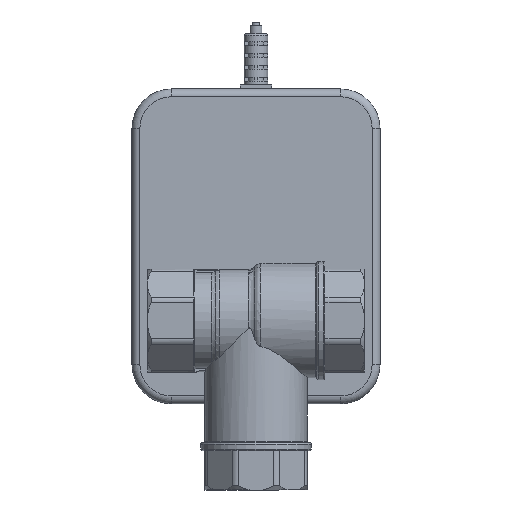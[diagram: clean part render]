
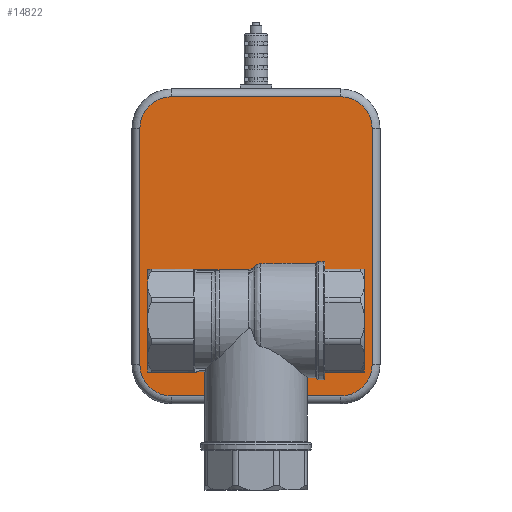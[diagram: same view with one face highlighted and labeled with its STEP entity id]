
A CAD part, front view. The second image highlights one B-rep face of the part: STEP entity #14822.
In plain terms, the highlighted planar face has unit normal (0, -1, 0).
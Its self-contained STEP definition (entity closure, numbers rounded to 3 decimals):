
#378=FACE_BOUND('',#4161,.T.);
#733=PLANE('',#15944);
#1536=LINE('',#23748,#2541);
#1537=LINE('',#23756,#2542);
#1538=LINE('',#23765,#2543);
#1540=LINE('',#23774,#2545);
#2541=VECTOR('',#18557,10.);
#2542=VECTOR('',#18568,10.);
#2543=VECTOR('',#18581,10.);
#2545=VECTOR('',#18593,10.);
#3363=FACE_OUTER_BOUND('',#4160,.T.);
#4160=EDGE_LOOP('',(#11939,#11940,#11941,#11942,#11943,#11944,#11945,#11946));
#4161=EDGE_LOOP('',(#11947));
#5142=CIRCLE('',#15716,10.);
#5240=CIRCLE('',#15922,8.);
#5244=CIRCLE('',#15928,8.);
#5248=CIRCLE('',#15934,8.);
#5252=CIRCLE('',#15940,8.);
#6225=VERTEX_POINT('',#23181);
#6406=VERTEX_POINT('',#23740);
#6407=VERTEX_POINT('',#23742);
#6408=VERTEX_POINT('',#23746);
#6409=VERTEX_POINT('',#23750);
#6410=VERTEX_POINT('',#23754);
#6411=VERTEX_POINT('',#23758);
#6412=VERTEX_POINT('',#23763);
#6413=VERTEX_POINT('',#23767);
#8044=EDGE_CURVE('',#6225,#6225,#5142,.T.);
#8314=EDGE_CURVE('',#6406,#6407,#5240,.T.);
#8317=EDGE_CURVE('',#6407,#6408,#1536,.T.);
#8319=EDGE_CURVE('',#6408,#6409,#5244,.T.);
#8321=EDGE_CURVE('',#6409,#6410,#1537,.T.);
#8324=EDGE_CURVE('',#6410,#6411,#5248,.T.);
#8326=EDGE_CURVE('',#6411,#6412,#1538,.T.);
#8329=EDGE_CURVE('',#6412,#6413,#5252,.T.);
#8331=EDGE_CURVE('',#6413,#6406,#1540,.T.);
#11939=ORIENTED_EDGE('',*,*,#8314,.F.);
#11940=ORIENTED_EDGE('',*,*,#8331,.F.);
#11941=ORIENTED_EDGE('',*,*,#8329,.F.);
#11942=ORIENTED_EDGE('',*,*,#8326,.F.);
#11943=ORIENTED_EDGE('',*,*,#8324,.F.);
#11944=ORIENTED_EDGE('',*,*,#8321,.F.);
#11945=ORIENTED_EDGE('',*,*,#8319,.F.);
#11946=ORIENTED_EDGE('',*,*,#8317,.F.);
#11947=ORIENTED_EDGE('',*,*,#8044,.T.);
#14822=ADVANCED_FACE('',(#3363,#378),#733,.F.);
#15716=AXIS2_PLACEMENT_3D('',#23183,#17965,#17966);
#15922=AXIS2_PLACEMENT_3D('',#23743,#18549,#18550);
#15928=AXIS2_PLACEMENT_3D('',#23752,#18562,#18563);
#15934=AXIS2_PLACEMENT_3D('',#23761,#18575,#18576);
#15940=AXIS2_PLACEMENT_3D('',#23771,#18588,#18589);
#15944=AXIS2_PLACEMENT_3D('',#23778,#18599,#18600);
#17965=DIRECTION('center_axis',(0.,1.,0.));
#17966=DIRECTION('ref_axis',(1.,0.,0.));
#18549=DIRECTION('center_axis',(0.,1.,0.));
#18550=DIRECTION('ref_axis',(0.707,0.,-0.707));
#18557=DIRECTION('',(-1.,0.,0.));
#18562=DIRECTION('center_axis',(0.,1.,0.));
#18563=DIRECTION('ref_axis',(-0.707,0.,-0.707));
#18568=DIRECTION('',(0.,0.,1.));
#18575=DIRECTION('center_axis',(0.,1.,0.));
#18576=DIRECTION('ref_axis',(-0.707,0.,0.707));
#18581=DIRECTION('',(1.,0.,0.));
#18588=DIRECTION('center_axis',(0.,1.,0.));
#18589=DIRECTION('ref_axis',(0.707,0.,0.707));
#18593=DIRECTION('',(0.,0.,-1.));
#18599=DIRECTION('center_axis',(0.,1.,0.));
#18600=DIRECTION('ref_axis',(0.,0.,1.));
#23181=CARTESIAN_POINT('',(-10.,0.,-18.883));
#23183=CARTESIAN_POINT('Origin',(0.,0.,-18.883));
#23740=CARTESIAN_POINT('',(29.5,0.,-30.));
#23742=CARTESIAN_POINT('',(21.5,0.,-38.));
#23743=CARTESIAN_POINT('Origin',(21.5,0.,-30.));
#23746=CARTESIAN_POINT('',(-21.5,0.,-38.));
#23748=CARTESIAN_POINT('',(10.75,0.,-38.));
#23750=CARTESIAN_POINT('',(-29.5,0.,-30.));
#23752=CARTESIAN_POINT('Origin',(-21.5,0.,-30.));
#23754=CARTESIAN_POINT('',(-29.5,0.,30.));
#23756=CARTESIAN_POINT('',(-29.5,0.,-15.));
#23758=CARTESIAN_POINT('',(-21.5,0.,38.));
#23761=CARTESIAN_POINT('Origin',(-21.5,0.,30.));
#23763=CARTESIAN_POINT('',(21.5,0.,38.));
#23765=CARTESIAN_POINT('',(-10.75,0.,38.));
#23767=CARTESIAN_POINT('',(29.5,0.,30.));
#23771=CARTESIAN_POINT('Origin',(21.5,0.,30.));
#23774=CARTESIAN_POINT('',(29.5,0.,15.));
#23778=CARTESIAN_POINT('Origin',(0.,0.,0.));
